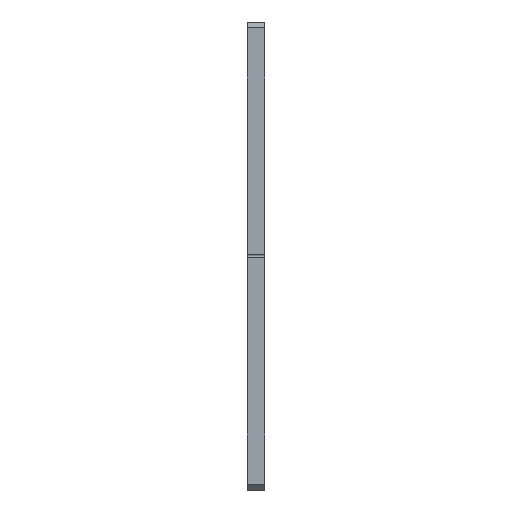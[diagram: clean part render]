
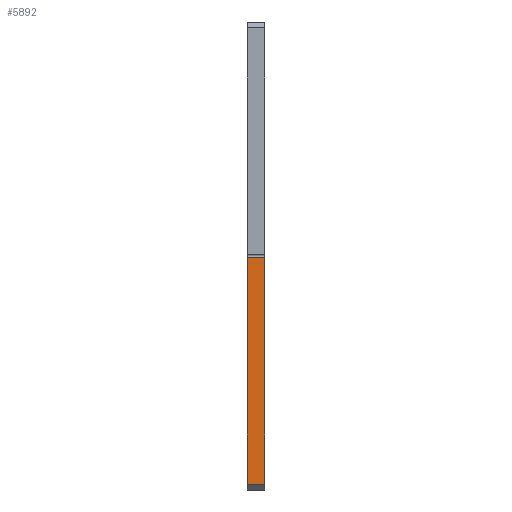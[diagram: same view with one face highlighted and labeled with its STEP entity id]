
A CAD part, left-side view. The second image highlights one B-rep face of the part: STEP entity #5892.
In plain terms, the highlighted planar face has unit normal (-1, 0, 0).
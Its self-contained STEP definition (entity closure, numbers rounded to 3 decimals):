
#949 = LINE ( 'NONE', #31173, #7888 ) ;
#2097 = CARTESIAN_POINT ( 'NONE',  ( -302.443, 0., -169.908 ) ) ;
#4698 = FACE_OUTER_BOUND ( 'NONE', #36625, .T. ) ;
#5892 = ADVANCED_FACE ( 'NONE', ( #4698 ), #27474, .F. ) ;
#7670 = DIRECTION ( 'NONE',  ( 0., 0., -1. ) ) ;
#7888 = VECTOR ( 'NONE', #9110, 1000. ) ;
#7893 = VECTOR ( 'NONE', #34097, 1000. ) ;
#8849 = VERTEX_POINT ( 'NONE', #35762 ) ;
#9110 = DIRECTION ( 'NONE',  ( 0., -1., 0. ) ) ;
#11341 = CARTESIAN_POINT ( 'NONE',  ( -302.443, 0., 23.842 ) ) ;
#12579 = VERTEX_POINT ( 'NONE', #11341 ) ;
#17325 = EDGE_CURVE ( 'NONE', #40182, #12579, #21102, .T. ) ;
#17562 = ORIENTED_EDGE ( 'NONE', *, *, #32986, .F. ) ;
#17881 = CARTESIAN_POINT ( 'NONE',  ( -302.443, 0., 0. ) ) ;
#19190 = EDGE_CURVE ( 'NONE', #19954, #40182, #949, .T. ) ;
#19822 = CARTESIAN_POINT ( 'NONE',  ( -302.443, 15., 0. ) ) ;
#19954 = VERTEX_POINT ( 'NONE', #34727 ) ;
#21102 = LINE ( 'NONE', #17881, #38640 ) ;
#22301 = DIRECTION ( 'NONE',  ( 0., 0., 1. ) ) ;
#25963 = EDGE_CURVE ( 'NONE', #12579, #8849, #26915, .T. ) ;
#26915 = LINE ( 'NONE', #46221, #7893 ) ;
#27474 = PLANE ( 'NONE',  #40731 ) ;
#31173 = CARTESIAN_POINT ( 'NONE',  ( -302.443, 0., -169.908 ) ) ;
#32014 = ORIENTED_EDGE ( 'NONE', *, *, #19190, .T. ) ;
#32986 = EDGE_CURVE ( 'NONE', #19954, #8849, #41612, .T. ) ;
#33124 = VECTOR ( 'NONE', #22301, 1000. ) ;
#34097 = DIRECTION ( 'NONE',  ( 0., 1., 0. ) ) ;
#34727 = CARTESIAN_POINT ( 'NONE',  ( -302.443, 15., -169.908 ) ) ;
#35762 = CARTESIAN_POINT ( 'NONE',  ( -302.443, 15., 23.842 ) ) ;
#36041 = ORIENTED_EDGE ( 'NONE', *, *, #25963, .T. ) ;
#36202 = DIRECTION ( 'NONE',  ( 0., 0., 1. ) ) ;
#36625 = EDGE_LOOP ( 'NONE', ( #46794, #36041, #17562, #32014 ) ) ;
#37909 = CARTESIAN_POINT ( 'NONE',  ( -302.443, 15., 0. ) ) ;
#38640 = VECTOR ( 'NONE', #36202, 1000. ) ;
#40182 = VERTEX_POINT ( 'NONE', #2097 ) ;
#40731 = AXIS2_PLACEMENT_3D ( 'NONE', #19822, #42112, #7670 ) ;
#41612 = LINE ( 'NONE', #37909, #33124 ) ;
#42112 = DIRECTION ( 'NONE',  ( 1., 0., 0. ) ) ;
#46221 = CARTESIAN_POINT ( 'NONE',  ( -302.443, 15., 23.842 ) ) ;
#46794 = ORIENTED_EDGE ( 'NONE', *, *, #17325, .T. ) ;
